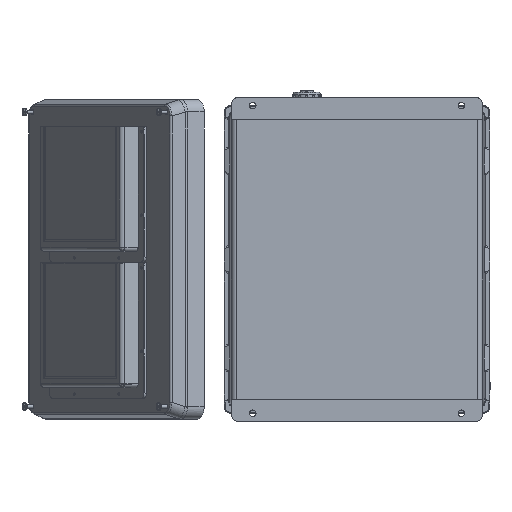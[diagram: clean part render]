
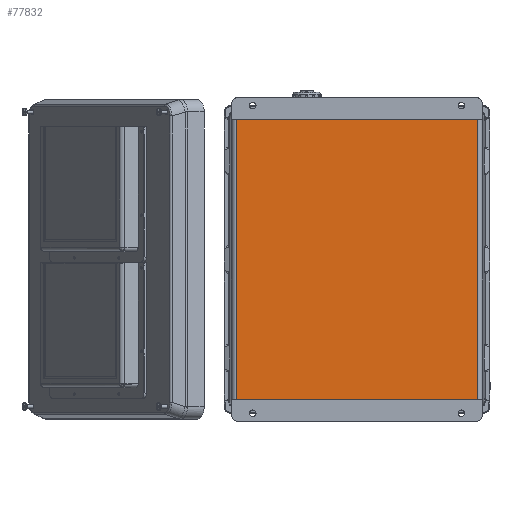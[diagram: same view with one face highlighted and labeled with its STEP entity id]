
A CAD part, front view. The second image highlights one B-rep face of the part: STEP entity #77832.
In plain terms, the highlighted planar face has unit normal (0, -1, 0).
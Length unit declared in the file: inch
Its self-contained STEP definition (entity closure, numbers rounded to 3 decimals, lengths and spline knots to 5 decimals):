
#1789 = EDGE_LOOP ( 'NONE', ( #82981, #11459, #67452, #22977 ) ) ;
#2203 = PLANE ( 'NONE',  #38840 ) ;
#4766 = EDGE_CURVE ( 'NONE', #47934, #20445, #53081, .T. ) ;
#5121 = CARTESIAN_POINT ( 'NONE',  ( 5.78771, 0.05906, -1.04331 ) ) ;
#8997 = DIRECTION ( 'NONE',  ( 0., 0., 1. ) ) ;
#9876 = CARTESIAN_POINT ( 'NONE',  ( 5.78771, 0.05906, -1.04331 ) ) ;
#11459 = ORIENTED_EDGE ( 'NONE', *, *, #4766, .F. ) ;
#15608 = DIRECTION ( 'NONE',  ( 0., 1., 0. ) ) ;
#18399 = EDGE_CURVE ( 'NONE', #64798, #73074, #76961, .T. ) ;
#18861 = CARTESIAN_POINT ( 'NONE',  ( 6.11811, 0.05906, -1.04331 ) ) ;
#20445 = VERTEX_POINT ( 'NONE', #47454 ) ;
#20783 = CARTESIAN_POINT ( 'NONE',  ( 5.78771, 0.05906, -14.4685 ) ) ;
#22699 = DIRECTION ( 'NONE',  ( -1., 0., 0. ) ) ;
#22977 = ORIENTED_EDGE ( 'NONE', *, *, #18399, .T. ) ;
#25982 = VECTOR ( 'NONE', #58782, 39.37008 ) ;
#26172 = EDGE_CURVE ( 'NONE', #47934, #64798, #27959, .T. ) ;
#27959 = LINE ( 'NONE', #9876, #78984 ) ;
#28886 = LINE ( 'NONE', #48902, #79896 ) ;
#30266 = CARTESIAN_POINT ( 'NONE',  ( -5.78771, 0.05906, -1.04331 ) ) ;
#35864 = CARTESIAN_POINT ( 'NONE',  ( 6.11811, 0.05906, -14.4685 ) ) ;
#38840 = AXIS2_PLACEMENT_3D ( 'NONE', #48792, #15608, #62140 ) ;
#47454 = CARTESIAN_POINT ( 'NONE',  ( -5.78771, 0.05906, -14.4685 ) ) ;
#47934 = VERTEX_POINT ( 'NONE', #20783 ) ;
#48792 = CARTESIAN_POINT ( 'NONE',  ( 6.11811, 0.05906, -1.04331 ) ) ;
#48902 = CARTESIAN_POINT ( 'NONE',  ( -5.78771, 0.05906, -1.04331 ) ) ;
#53081 = LINE ( 'NONE', #35864, #66532 ) ;
#56478 = DIRECTION ( 'NONE',  ( 0., 0., 1. ) ) ;
#58782 = DIRECTION ( 'NONE',  ( -1., 0., 0. ) ) ;
#62140 = DIRECTION ( 'NONE',  ( 0., 0., 1. ) ) ;
#64798 = VERTEX_POINT ( 'NONE', #5121 ) ;
#66532 = VECTOR ( 'NONE', #22699, 39.37008 ) ;
#67452 = ORIENTED_EDGE ( 'NONE', *, *, #26172, .T. ) ;
#68778 = EDGE_CURVE ( 'NONE', #20445, #73074, #28886, .T. ) ;
#72681 = FACE_OUTER_BOUND ( 'NONE', #1789, .T. ) ;
#73074 = VERTEX_POINT ( 'NONE', #30266 ) ;
#76961 = LINE ( 'NONE', #18861, #25982 ) ;
#77832 = ADVANCED_FACE ( 'NONE', ( #72681 ), #2203, .F. ) ;
#78984 = VECTOR ( 'NONE', #56478, 39.37008 ) ;
#79896 = VECTOR ( 'NONE', #8997, 39.37008 ) ;
#82981 = ORIENTED_EDGE ( 'NONE', *, *, #68778, .F. ) ;
